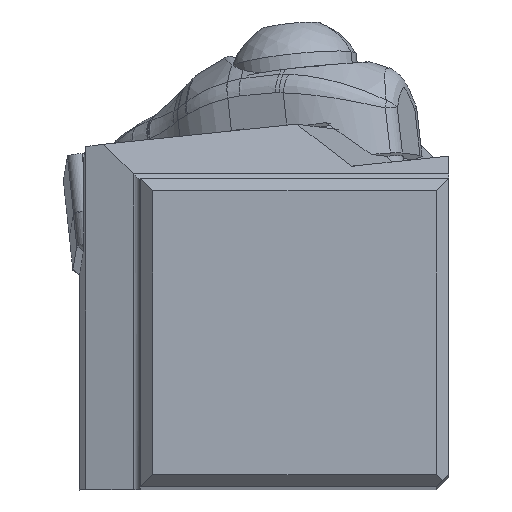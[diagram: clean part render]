
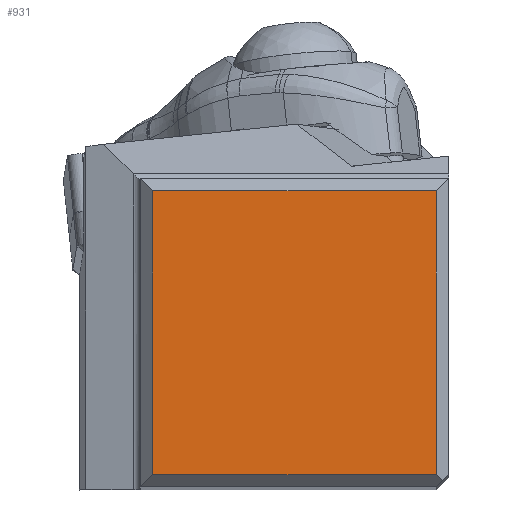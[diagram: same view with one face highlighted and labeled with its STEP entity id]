
A CAD part, top view. The second image highlights one B-rep face of the part: STEP entity #931.
In plain terms, the highlighted planar face has unit normal (0, 0, 1).
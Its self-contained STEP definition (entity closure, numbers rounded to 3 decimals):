
#671=FACE_OUTER_BOUND('',#1302,.T.);
#931=ADVANCED_FACE('',(#671),#1027,.T.);
#1027=PLANE('',#5285);
#1302=EDGE_LOOP('',(#2643,#2644,#2645,#2646));
#2643=ORIENTED_EDGE('',*,*,#3929,.F.);
#2644=ORIENTED_EDGE('',*,*,#3934,.T.);
#2645=ORIENTED_EDGE('',*,*,#3935,.T.);
#2646=ORIENTED_EDGE('',*,*,#3933,.F.);
#3221=VERTEX_POINT('',#11833);
#3222=VERTEX_POINT('',#11835);
#3223=VERTEX_POINT('',#11839);
#3225=VERTEX_POINT('',#11845);
#3929=EDGE_CURVE('',#3221,#3222,#4526,.T.);
#3933=EDGE_CURVE('',#3222,#3223,#4530,.T.);
#3934=EDGE_CURVE('',#3221,#3225,#4531,.T.);
#3935=EDGE_CURVE('',#3225,#3223,#4532,.T.);
#4526=LINE('',#11834,#4776);
#4530=LINE('',#11842,#4780);
#4531=LINE('',#11844,#4781);
#4532=LINE('',#11846,#4782);
#4776=VECTOR('',#6444,1.);
#4780=VECTOR('',#6450,1.);
#4781=VECTOR('',#6453,1.);
#4782=VECTOR('',#6454,1.);
#5285=AXIS2_PLACEMENT_3D('',#11847,#6455,#6456);
#6444=DIRECTION('',(-1.,0.,0.));
#6450=DIRECTION('',(0.,1.,0.));
#6453=DIRECTION('',(0.,1.,0.));
#6454=DIRECTION('',(-1.,0.,0.));
#6455=DIRECTION('',(0.,0.,1.));
#6456=DIRECTION('',(-1.,0.,0.));
#11833=CARTESIAN_POINT('',(-1.,1.,0.));
#11834=CARTESIAN_POINT('',(-1.,1.,0.));
#11835=CARTESIAN_POINT('',(-24.4,1.,0.));
#11839=CARTESIAN_POINT('',(-24.4,24.4,0.));
#11842=CARTESIAN_POINT('',(-24.4,1.,0.));
#11844=CARTESIAN_POINT('',(-1.,1.,0.));
#11845=CARTESIAN_POINT('',(-1.,24.4,0.));
#11846=CARTESIAN_POINT('',(-1.,24.4,0.));
#11847=CARTESIAN_POINT('',(-12.7,12.7,0.));
